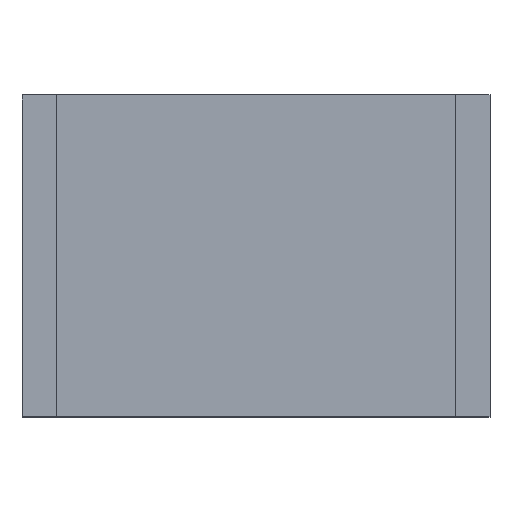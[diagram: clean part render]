
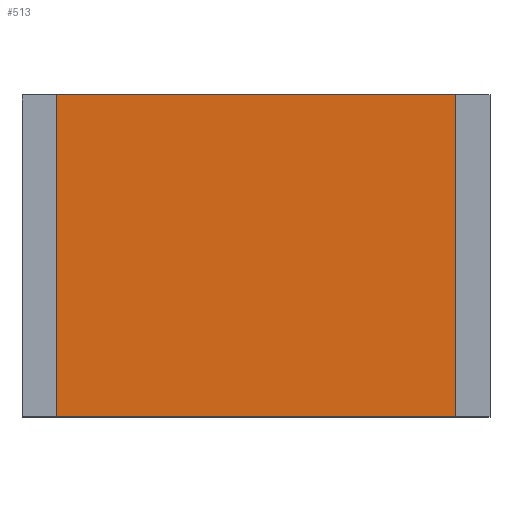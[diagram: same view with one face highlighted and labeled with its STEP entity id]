
A CAD part, top view. The second image highlights one B-rep face of the part: STEP entity #513.
In plain terms, the highlighted free-form (B-spline) face has degree [1, 1] with [2, 2] control points.
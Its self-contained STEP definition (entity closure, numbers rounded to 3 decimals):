
#400=CARTESIAN_POINT('',(2.05,1.65,1.55));
#401=VERTEX_POINT('',#400);
#418=CARTESIAN_POINT('',(-2.05,1.65,1.55));
#419=VERTEX_POINT('',#418);
#426=CARTESIAN_POINT('',(-2.05,1.65,1.55));
#427=DIRECTION('',(1.0,0.0,0.0));
#428=VECTOR('',#427,4.1);
#429=LINE('',#426,#428);
#430=EDGE_CURVE('',#419,#401,#429,.T.);
#449=CARTESIAN_POINT('',(-2.05,-1.65,1.55));
#450=VERTEX_POINT('',#449);
#457=CARTESIAN_POINT('',(-2.05,1.65,1.55));
#458=DIRECTION('',(0.0,-1.0,0.0));
#459=VECTOR('',#458,3.3);
#460=LINE('',#457,#459);
#461=EDGE_CURVE('',#419,#450,#460,.T.);
#473=CARTESIAN_POINT('',(2.05,-1.65,1.55));
#474=VERTEX_POINT('',#473);
#481=CARTESIAN_POINT('',(2.05,-1.65,1.55));
#482=DIRECTION('',(-1.0,0.0,0.0));
#483=VECTOR('',#482,4.1);
#484=LINE('',#481,#483);
#485=EDGE_CURVE('',#474,#450,#484,.T.);
#497=CARTESIAN_POINT('',(-2.05,-1.65,1.55));
#498=CARTESIAN_POINT('',(2.05,-1.65,1.55));
#499=CARTESIAN_POINT('',(-2.05,1.65,1.55));
#500=CARTESIAN_POINT('',(2.05,1.65,1.55));
#501=B_SPLINE_SURFACE_WITH_KNOTS('',1,1,((#497,#499),(#498,#500)),.UNSPECIFIED.,.F.,.F.,.U.,(2,2),(2,2),(0.0,4.1),(0.0,3.3),.UNSPECIFIED.);
#502=CARTESIAN_POINT('',(2.05,-1.65,1.55));
#503=DIRECTION('',(0.0,1.0,0.0));
#504=VECTOR('',#503,3.3);
#505=LINE('',#502,#504);
#506=EDGE_CURVE('',#474,#401,#505,.T.);
#507=ORIENTED_EDGE('',*,*,#506,.T.);
#508=ORIENTED_EDGE('',*,*,#430,.F.);
#509=ORIENTED_EDGE('',*,*,#461,.T.);
#510=ORIENTED_EDGE('',*,*,#485,.F.);
#511=EDGE_LOOP('',(#507,#508,#509,#510));
#512=FACE_OUTER_BOUND('',#511,.T.);
#513=ADVANCED_FACE('',(#512),#501,.T.);
